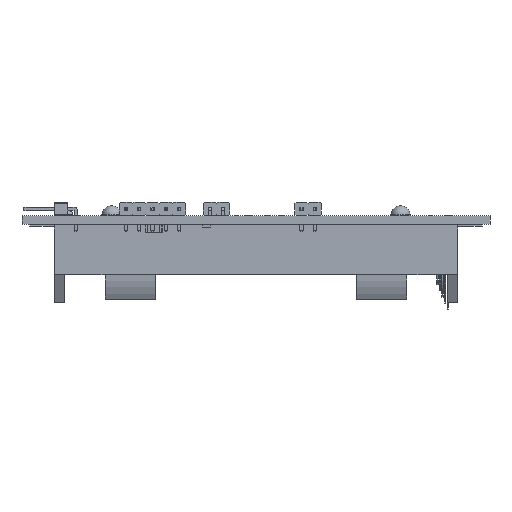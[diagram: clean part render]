
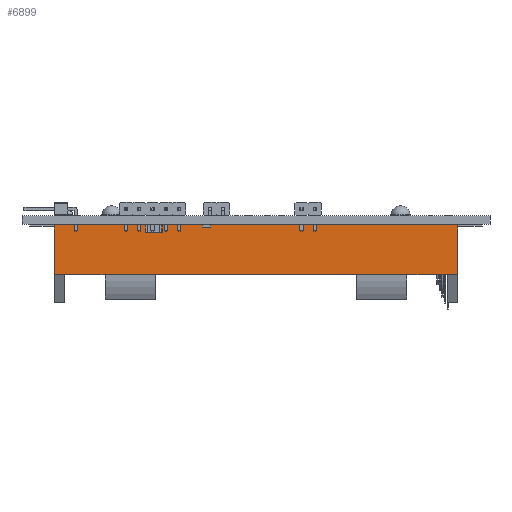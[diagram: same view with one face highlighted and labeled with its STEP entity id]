
A CAD part, left-side view. The second image highlights one B-rep face of the part: STEP entity #6899.
In plain terms, the highlighted face is planar.
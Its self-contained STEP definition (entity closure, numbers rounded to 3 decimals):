
#6688 = VERTEX_POINT('',#6689);
#6689 = CARTESIAN_POINT('',(-28.82,10.325,9.6));
#6727 = VERTEX_POINT('',#6728);
#6728 = CARTESIAN_POINT('',(-19.263,10.325,9.6));
#6735 = EDGE_CURVE('',#6688,#6727,#6736,.T.);
#6736 = LINE('',#6737,#6738);
#6737 = CARTESIAN_POINT('',(-32.5,10.325,9.6));
#6738 = VECTOR('',#6739,1.);
#6739 = DIRECTION('',(1.,0.,0.));
#6801 = VERTEX_POINT('',#6802);
#6802 = CARTESIAN_POINT('',(38.525,10.325,9.6));
#6808 = EDGE_CURVE('',#6809,#6801,#6811,.T.);
#6809 = VERTEX_POINT('',#6810);
#6810 = CARTESIAN_POINT('',(28.82,10.325,9.6));
#6811 = LINE('',#6812,#6813);
#6812 = CARTESIAN_POINT('',(-32.5,10.325,9.6));
#6813 = VECTOR('',#6814,1.);
#6814 = DIRECTION('',(1.,0.,0.));
#6833 = VERTEX_POINT('',#6834);
#6834 = CARTESIAN_POINT('',(19.263,10.325,9.6));
#6840 = EDGE_CURVE('',#6727,#6833,#6841,.T.);
#6841 = LINE('',#6842,#6843);
#6842 = CARTESIAN_POINT('',(-32.5,10.325,9.6));
#6843 = VECTOR('',#6844,1.);
#6844 = DIRECTION('',(1.,0.,0.));
#6854 = EDGE_CURVE('',#6688,#6855,#6857,.T.);
#6855 = VERTEX_POINT('',#6856);
#6856 = CARTESIAN_POINT('',(-38.525,10.325,9.6));
#6857 = LINE('',#6858,#6859);
#6858 = CARTESIAN_POINT('',(38.525,10.325,9.6));
#6859 = VECTOR('',#6860,1.);
#6860 = DIRECTION('',(-1.,0.,0.));
#6899 = ADVANCED_FACE('',(#6900),#6934,.F.);
#6900 = FACE_BOUND('',#6901,.F.);
#6901 = EDGE_LOOP('',(#6902,#6912,#6918,#6919,#6925,#6926,#6927,#6928));
#6902 = ORIENTED_EDGE('',*,*,#6903,.F.);
#6903 = EDGE_CURVE('',#6904,#6906,#6908,.T.);
#6904 = VERTEX_POINT('',#6905);
#6905 = CARTESIAN_POINT('',(38.525,10.325,0.1));
#6906 = VERTEX_POINT('',#6907);
#6907 = CARTESIAN_POINT('',(-38.525,10.325,0.1));
#6908 = LINE('',#6909,#6910);
#6909 = CARTESIAN_POINT('',(38.525,10.325,0.1));
#6910 = VECTOR('',#6911,1.);
#6911 = DIRECTION('',(-1.,0.,0.));
#6912 = ORIENTED_EDGE('',*,*,#6913,.T.);
#6913 = EDGE_CURVE('',#6904,#6801,#6914,.T.);
#6914 = LINE('',#6915,#6916);
#6915 = CARTESIAN_POINT('',(38.525,10.325,0.1));
#6916 = VECTOR('',#6917,1.);
#6917 = DIRECTION('',(0.,0.,1.));
#6918 = ORIENTED_EDGE('',*,*,#6808,.F.);
#6919 = ORIENTED_EDGE('',*,*,#6920,.F.);
#6920 = EDGE_CURVE('',#6833,#6809,#6921,.T.);
#6921 = LINE('',#6922,#6923);
#6922 = CARTESIAN_POINT('',(-32.5,10.325,9.6));
#6923 = VECTOR('',#6924,1.);
#6924 = DIRECTION('',(1.,0.,0.));
#6925 = ORIENTED_EDGE('',*,*,#6840,.F.);
#6926 = ORIENTED_EDGE('',*,*,#6735,.F.);
#6927 = ORIENTED_EDGE('',*,*,#6854,.T.);
#6928 = ORIENTED_EDGE('',*,*,#6929,.F.);
#6929 = EDGE_CURVE('',#6906,#6855,#6930,.T.);
#6930 = LINE('',#6931,#6932);
#6931 = CARTESIAN_POINT('',(-38.525,10.325,0.1));
#6932 = VECTOR('',#6933,1.);
#6933 = DIRECTION('',(0.,0.,1.));
#6934 = PLANE('',#6935);
#6935 = AXIS2_PLACEMENT_3D('',#6936,#6937,#6938);
#6936 = CARTESIAN_POINT('',(38.525,10.325,0.1));
#6937 = DIRECTION('',(0.,-1.,0.));
#6938 = DIRECTION('',(-1.,0.,0.));
